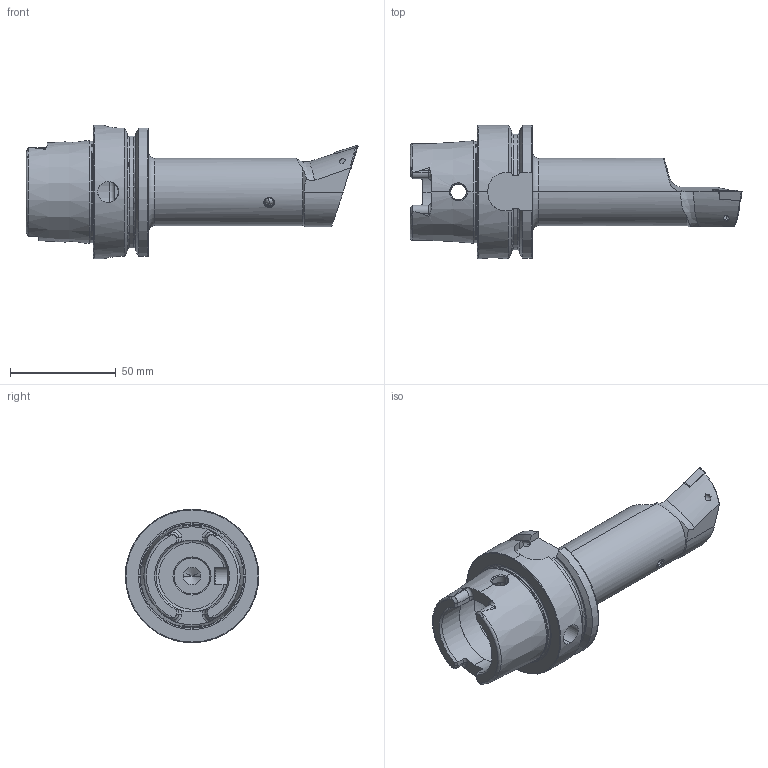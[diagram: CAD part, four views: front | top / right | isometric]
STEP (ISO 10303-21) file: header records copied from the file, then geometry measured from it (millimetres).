
FILE_DESCRIPTION (( 'STEP AP203' ), '1' );
FILE_NAME ('HA6-BDB.LQB.125.STEP', '2012-04-16T05:19:03', ( 'SwiAdmin' ), ( '' ), 'SwSTEP 2.0', 'SolidWorks 2012', '' );
FILE_SCHEMA (( 'CONFIG_CONTROL_DESIGN' ));
Length unit declared in the file: millimetre
Products named in the file (5): HA6-BDB.LQB.125; KVT_MB_600_050; WCB-ER2.001.009_A; DCMT11T304; HA6-BDB.LQB.125_A
Assembly tree (4 placements, depth 2):
  HA6-BDB.LQB.125
    HA6-BDB.LQB.125_A
    DCMT11T304
    WCB-ER2.001.009_A
    KVT_MB_600_050
Bounding box: 156.9 x 63 x 63 mm (x, y, z)
Volume: 141867.5 mm3; surface area: 34133.6 mm2
Topology: 5 solids, 5 shells, 308 faces, 795 edges, 488 vertices
Faces by surface type: cylinder 91, cone 78, plane 76, torus 37, bspline 22, sphere 4
Entity records: 11715 total; most frequent: CARTESIAN_POINT 4123, ORIENTED_EDGE 1560, DIRECTION 1400, EDGE_CURVE 780, AXIS2_PLACEMENT_3D 563, VERTEX_POINT 485, EDGE_LOOP 325, ADVANCED_FACE 308
